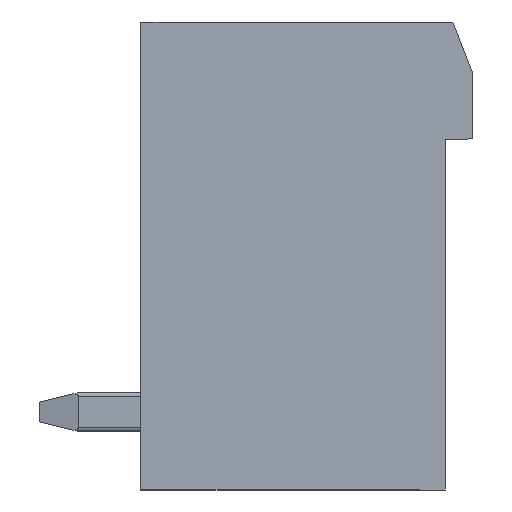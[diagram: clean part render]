
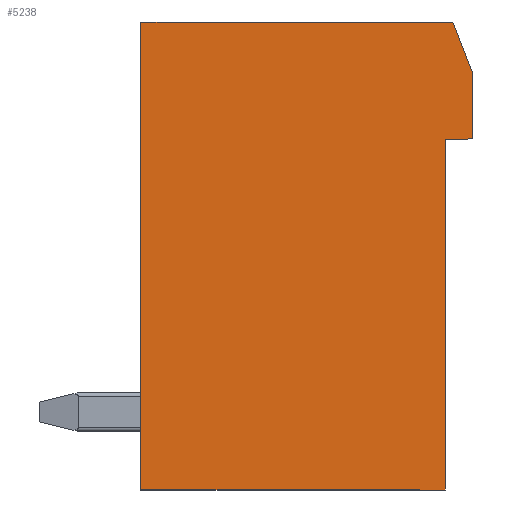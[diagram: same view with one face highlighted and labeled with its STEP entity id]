
A CAD part, left-side view. The second image highlights one B-rep face of the part: STEP entity #5238.
In plain terms, the highlighted planar face has unit normal (-1, 0, 0).
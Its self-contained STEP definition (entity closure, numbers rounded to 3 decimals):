
#1569=ORIENTED_EDGE('',*,*,#1979,.T.);
#1570=ORIENTED_EDGE('',*,*,#2018,.T.);
#1571=ORIENTED_EDGE('',*,*,#2032,.T.);
#1572=ORIENTED_EDGE('',*,*,#1747,.T.);
#1573=ORIENTED_EDGE('',*,*,#2044,.T.);
#1574=ORIENTED_EDGE('',*,*,#2041,.T.);
#1575=ORIENTED_EDGE('',*,*,#2040,.T.);
#1747=EDGE_CURVE('',#2487,#2486,#2960,.T.);
#1979=EDGE_CURVE('',#2685,#2687,#3162,.T.);
#2018=EDGE_CURVE('',#2687,#2711,#3197,.T.);
#2032=EDGE_CURVE('',#2711,#2487,#3211,.T.);
#2040=EDGE_CURVE('',#2721,#2685,#3219,.T.);
#2041=EDGE_CURVE('',#2722,#2721,#3220,.T.);
#2044=EDGE_CURVE('',#2486,#2722,#3223,.T.);
#2486=VERTEX_POINT('',#7117);
#2487=VERTEX_POINT('',#7119);
#2685=VERTEX_POINT('',#7600);
#2687=VERTEX_POINT('',#7604);
#2711=VERTEX_POINT('',#7673);
#2721=VERTEX_POINT('',#7702);
#2722=VERTEX_POINT('',#7711);
#2960=LINE('',#7118,#3547);
#3162=LINE('',#7605,#3749);
#3197=LINE('',#7674,#3784);
#3211=LINE('',#7697,#3798);
#3219=LINE('',#7708,#3806);
#3220=LINE('',#7710,#3807);
#3223=LINE('',#7716,#3810);
#3547=VECTOR('',#5713,1000.);
#3749=VECTOR('',#6035,1000.);
#3784=VECTOR('',#6090,1000.);
#3798=VECTOR('',#6106,1000.);
#3806=VECTOR('',#6116,1000.);
#3807=VECTOR('',#6119,1000.);
#3810=VECTOR('',#6124,1000.);
#4413=EDGE_LOOP('',(#1569,#1570,#1571,#1572,#1573,#1574,#1575));
#4730=FACE_BOUND('',#4413,.T.);
#4963=PLANE('',#5634);
#5238=ADVANCED_FACE('',(#4730),#4963,.T.);
#5634=AXIS2_PLACEMENT_3D('',#8570,#6920,#6921);
#5713=DIRECTION('',(0.,-1.,0.));
#6035=DIRECTION('',(0.,0.359,0.933));
#6090=DIRECTION('',(0.,1.,0.));
#6106=DIRECTION('',(0.,0.,-1.));
#6116=DIRECTION('',(0.,0.,1.));
#6119=DIRECTION('',(0.,-1.,0.));
#6124=DIRECTION('',(0.,0.,1.));
#6920=DIRECTION('',(-1.,0.,0.));
#6921=DIRECTION('',(0.,0.,1.));
#7117=CARTESIAN_POINT('',(-10.86,0.7,-6.));
#7118=CARTESIAN_POINT('',(-10.86,8.5,-6.));
#7119=CARTESIAN_POINT('',(-10.86,8.5,-6.));
#7600=CARTESIAN_POINT('',(-10.86,0.,4.7));
#7604=CARTESIAN_POINT('',(-10.86,0.5,6.));
#7605=CARTESIAN_POINT('',(-10.86,0.,4.7));
#7673=CARTESIAN_POINT('',(-10.86,8.5,6.));
#7674=CARTESIAN_POINT('',(-10.86,0.5,6.));
#7697=CARTESIAN_POINT('',(-10.86,8.5,6.));
#7702=CARTESIAN_POINT('',(-10.86,0.,3.));
#7708=CARTESIAN_POINT('',(-10.86,0.,3.));
#7710=CARTESIAN_POINT('',(-10.86,0.7,3.));
#7711=CARTESIAN_POINT('',(-10.86,0.7,3.));
#7716=CARTESIAN_POINT('',(-10.86,0.7,-6.));
#8570=CARTESIAN_POINT('',(-10.86,0.,0.));
